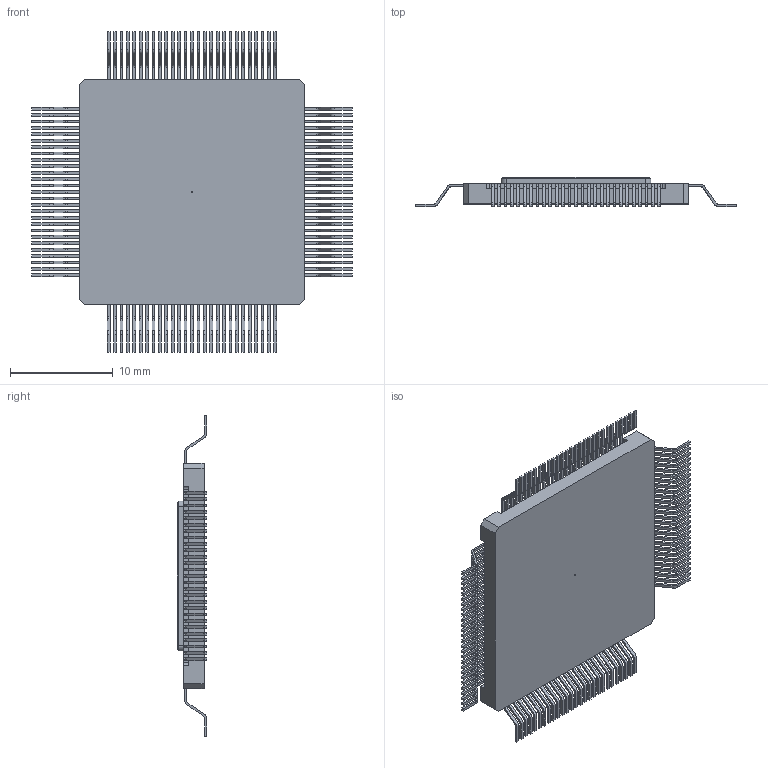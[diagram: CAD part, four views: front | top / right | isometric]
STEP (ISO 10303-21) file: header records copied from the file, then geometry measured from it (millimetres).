
FILE_DESCRIPTION(('STEP AP203'), '1');
FILE_NAME('4_korpus_4238_108-3', '', ('UNSPECIFIED'), ('UNSPECIFIED'), 'ASCON STEP Converter 1.3', 'ASCON Math Kernel', '');
FILE_SCHEMA(('CONFIG_CONTROL_DESIGN'));
Length unit declared in the file: millimetre
Products named in the file (6): 6; 8; 14
Assembly tree (34 placements, depth 3):
  (unnamed)
    6
    8
    14
    (unnamed)  x4
      (unnamed)
Bounding box: 31.3 x 2.85 x 31.3 mm (x, y, z)
Volume: 962.2 mm3; surface area: 2533.3 mm2
Topology: 111 solids, 111 shells, 3960 faces, 10872 edges, 7248 vertices
Faces by surface type: plane 2847, cylinder 1113
Full cylindrical faces by diameter (mm): 0.1 x1
Entity records: 46624 total; most frequent: CARTESIAN_POINT 6492, ORIENTED_EDGE 6334, DIRECTION 5679, EDGE_CURVE 3167, LINE 3081, VECTOR 3081, VERTEX_POINT 2112, AXIS2_PLACEMENT_3D 1299
